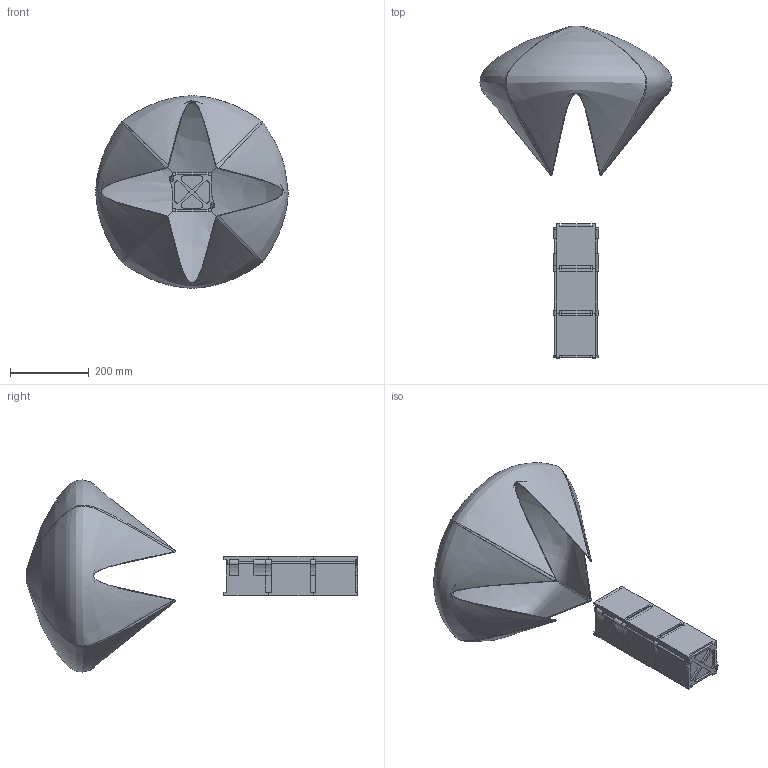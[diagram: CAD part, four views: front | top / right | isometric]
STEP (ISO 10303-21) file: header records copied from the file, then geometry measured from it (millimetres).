
FILE_DESCRIPTION(/* description */ (''),/* implementation_level */ '2;1');
FILE_NAME(/* name */ 'MADS Mockup V1 .step',/* time_stamp */ '2016-10-16T10:44:23-07:00',/* author */ (''),/* organization */ (''),/* preprocessor_version */ 'ST-DEVELOPER v16.5',/* originating_system */ 'Autodesk Translation Framework v5.2.0.2031',/* authorisation */ '');
FILE_SCHEMA (('AUTOMOTIVE_DESIGN { 1 0 10303 214 3 1 1 }'));
Length unit declared in the file: centimetre
Products named in the file (7): Mockup V1  v3; MADS Hat; Standard CubeSat; Keeper Plate; Standard Spacer; Guide Rod; Parachute 
Assembly tree (9 placements, depth 2):
  Mockup V1  v3
    Standard CubeSat  x2
    MADS Hat
    Standard Spacer  x2
    Keeper Plate
    Guide Rod  x2
    Parachute 
Bounding box: 487.92 x 842.25 x 487.91 mm (x, y, z)
Volume: 4135720.1 mm3; surface area: 1224384 mm2
Topology: 9 solids, 9 shells, 338 faces, 967 edges, 631 vertices
Faces by surface type: plane 238, cylinder 72, bspline 28
Entity records: 18320 total; most frequent: CARTESIAN_POINT 11946, ORIENTED_EDGE 1358, DIRECTION 1195, EDGE_CURVE 679, LINE 507, VECTOR 507, VERTEX_POINT 447, AXIS2_PLACEMENT_3D 344
